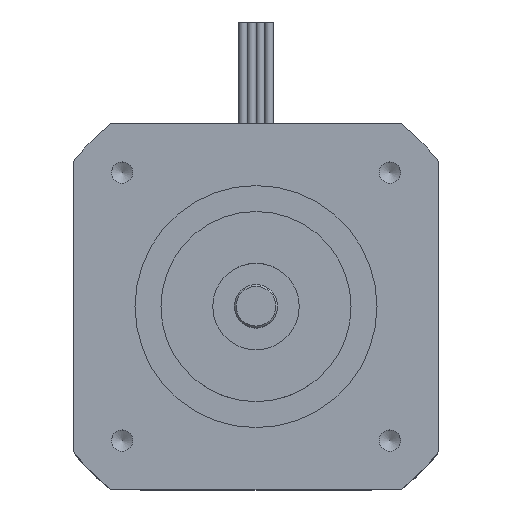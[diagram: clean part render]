
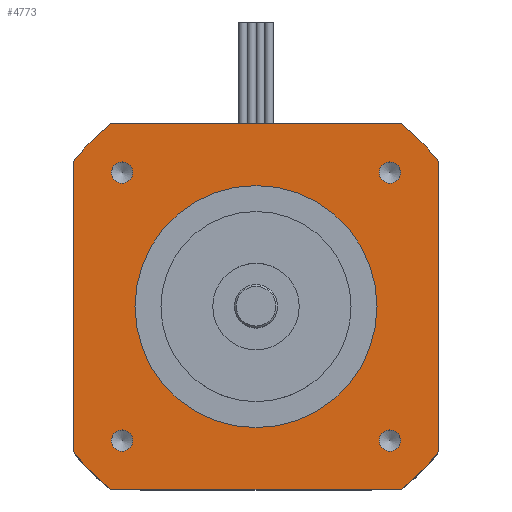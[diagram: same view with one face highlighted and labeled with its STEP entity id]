
A CAD part, top view. The second image highlights one B-rep face of the part: STEP entity #4773.
In plain terms, the highlighted planar face has unit normal (0, 0, 1).
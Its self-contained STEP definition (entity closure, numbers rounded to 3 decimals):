
#141=FACE_BOUND('',#874,.T.);
#142=FACE_BOUND('',#875,.T.);
#143=FACE_BOUND('',#876,.T.);
#144=FACE_BOUND('',#877,.T.);
#145=FACE_BOUND('',#878,.T.);
#278=PLANE('',#5385);
#593=FACE_OUTER_BOUND('',#873,.T.);
#873=EDGE_LOOP('',(#4169,#4170,#4171,#4172,#4173,#4174,#4175,#4176));
#874=EDGE_LOOP('',(#4177));
#875=EDGE_LOOP('',(#4178,#4179));
#876=EDGE_LOOP('',(#4180,#4181));
#877=EDGE_LOOP('',(#4182,#4183));
#878=EDGE_LOOP('',(#4184,#4185));
#1118=LINE('',#8287,#1383);
#1123=LINE('',#8297,#1388);
#1141=LINE('',#8376,#1406);
#1143=LINE('',#8387,#1408);
#1383=VECTOR('',#6705,10.);
#1388=VECTOR('',#6712,10.);
#1406=VECTOR('',#6796,10.);
#1408=VECTOR('',#6814,10.);
#1683=CIRCLE('',#5319,14.);
#1701=CIRCLE('',#5353,1.23);
#1702=CIRCLE('',#5354,1.23);
#1705=CIRCLE('',#5359,1.23);
#1706=CIRCLE('',#5360,1.23);
#1709=CIRCLE('',#5365,1.23);
#1710=CIRCLE('',#5366,1.23);
#1713=CIRCLE('',#5371,1.23);
#1714=CIRCLE('',#5372,1.23);
#1715=CIRCLE('',#5374,27.);
#1716=CIRCLE('',#5377,27.);
#1718=CIRCLE('',#5380,27.);
#1719=CIRCLE('',#5382,27.);
#2113=VERTEX_POINT('',#8223);
#2135=VERTEX_POINT('',#8284);
#2136=VERTEX_POINT('',#8286);
#2139=VERTEX_POINT('',#8294);
#2140=VERTEX_POINT('',#8296);
#2148=VERTEX_POINT('',#8321);
#2149=VERTEX_POINT('',#8322);
#2153=VERTEX_POINT('',#8334);
#2154=VERTEX_POINT('',#8335);
#2158=VERTEX_POINT('',#8347);
#2159=VERTEX_POINT('',#8348);
#2163=VERTEX_POINT('',#8360);
#2164=VERTEX_POINT('',#8361);
#2165=VERTEX_POINT('',#8366);
#2166=VERTEX_POINT('',#8367);
#2168=VERTEX_POINT('',#8374);
#2169=VERTEX_POINT('',#8383);
#2762=EDGE_CURVE('',#2113,#2113,#1683,.T.);
#2792=EDGE_CURVE('',#2135,#2136,#1118,.T.);
#2797=EDGE_CURVE('',#2139,#2140,#1123,.T.);
#2809=EDGE_CURVE('',#2148,#2149,#1701,.T.);
#2810=EDGE_CURVE('',#2149,#2148,#1702,.T.);
#2815=EDGE_CURVE('',#2153,#2154,#1705,.T.);
#2816=EDGE_CURVE('',#2154,#2153,#1706,.T.);
#2821=EDGE_CURVE('',#2158,#2159,#1709,.T.);
#2822=EDGE_CURVE('',#2159,#2158,#1710,.T.);
#2827=EDGE_CURVE('',#2163,#2164,#1713,.T.);
#2828=EDGE_CURVE('',#2164,#2163,#1714,.T.);
#2830=EDGE_CURVE('',#2165,#2166,#1715,.T.);
#2835=EDGE_CURVE('',#2168,#2165,#1141,.T.);
#2836=EDGE_CURVE('',#2136,#2168,#1716,.T.);
#2838=EDGE_CURVE('',#2140,#2135,#1718,.T.);
#2839=EDGE_CURVE('',#2169,#2139,#1719,.T.);
#2841=EDGE_CURVE('',#2166,#2169,#1143,.T.);
#4169=ORIENTED_EDGE('',*,*,#2841,.F.);
#4170=ORIENTED_EDGE('',*,*,#2830,.F.);
#4171=ORIENTED_EDGE('',*,*,#2835,.F.);
#4172=ORIENTED_EDGE('',*,*,#2836,.F.);
#4173=ORIENTED_EDGE('',*,*,#2792,.F.);
#4174=ORIENTED_EDGE('',*,*,#2838,.F.);
#4175=ORIENTED_EDGE('',*,*,#2797,.F.);
#4176=ORIENTED_EDGE('',*,*,#2839,.F.);
#4177=ORIENTED_EDGE('',*,*,#2762,.T.);
#4178=ORIENTED_EDGE('',*,*,#2809,.T.);
#4179=ORIENTED_EDGE('',*,*,#2810,.T.);
#4180=ORIENTED_EDGE('',*,*,#2815,.T.);
#4181=ORIENTED_EDGE('',*,*,#2816,.T.);
#4182=ORIENTED_EDGE('',*,*,#2821,.T.);
#4183=ORIENTED_EDGE('',*,*,#2822,.T.);
#4184=ORIENTED_EDGE('',*,*,#2827,.T.);
#4185=ORIENTED_EDGE('',*,*,#2828,.T.);
#4773=ADVANCED_FACE('',(#593,#141,#142,#143,#144,#145),#278,.T.);
#5319=AXIS2_PLACEMENT_3D('',#8224,#6642,#6643);
#5353=AXIS2_PLACEMENT_3D('',#8323,#6739,#6740);
#5354=AXIS2_PLACEMENT_3D('',#8324,#6741,#6742);
#5359=AXIS2_PLACEMENT_3D('',#8336,#6753,#6754);
#5360=AXIS2_PLACEMENT_3D('',#8337,#6755,#6756);
#5365=AXIS2_PLACEMENT_3D('',#8349,#6767,#6768);
#5366=AXIS2_PLACEMENT_3D('',#8350,#6769,#6770);
#5371=AXIS2_PLACEMENT_3D('',#8362,#6781,#6782);
#5372=AXIS2_PLACEMENT_3D('',#8363,#6783,#6784);
#5374=AXIS2_PLACEMENT_3D('',#8368,#6788,#6789);
#5377=AXIS2_PLACEMENT_3D('',#8378,#6799,#6800);
#5380=AXIS2_PLACEMENT_3D('',#8381,#6805,#6806);
#5382=AXIS2_PLACEMENT_3D('',#8384,#6809,#6810);
#5385=AXIS2_PLACEMENT_3D('',#8389,#6817,#6818);
#6642=DIRECTION('center_axis',(0.,0.,
-1.));
#6643=DIRECTION('ref_axis',(-1.,0.,0.));
#6705=DIRECTION('',(0.,-1.,0.));
#6712=DIRECTION('',(1.,0.,0.));
#6739=DIRECTION('center_axis',(0.,0.,
-1.));
#6740=DIRECTION('ref_axis',(1.,0.,0.));
#6741=DIRECTION('center_axis',(0.,0.,
-1.));
#6742=DIRECTION('ref_axis',(1.,0.,0.));
#6753=DIRECTION('center_axis',(0.,0.,
-1.));
#6754=DIRECTION('ref_axis',(1.,0.,0.));
#6755=DIRECTION('center_axis',(0.,0.,
-1.));
#6756=DIRECTION('ref_axis',(1.,0.,0.));
#6767=DIRECTION('center_axis',(0.,0.,
-1.));
#6768=DIRECTION('ref_axis',(1.,0.,0.));
#6769=DIRECTION('center_axis',(0.,0.,
-1.));
#6770=DIRECTION('ref_axis',(1.,0.,0.));
#6781=DIRECTION('center_axis',(0.,0.,
-1.));
#6782=DIRECTION('ref_axis',(1.,0.,0.));
#6783=DIRECTION('center_axis',(0.,0.,
-1.));
#6784=DIRECTION('ref_axis',(1.,0.,0.));
#6788=DIRECTION('center_axis',(0.,0.,
-1.));
#6789=DIRECTION('ref_axis',(-0.622,-0.783,0.));
#6796=DIRECTION('',(-1.,0.,0.));
#6799=DIRECTION('center_axis',(0.,0.,
-1.));
#6800=DIRECTION('ref_axis',(0.783,-0.622,0.));
#6805=DIRECTION('center_axis',(0.,0.,
-1.));
#6806=DIRECTION('ref_axis',(0.622,0.783,0.));
#6809=DIRECTION('center_axis',(0.,0.,
-1.));
#6810=DIRECTION('ref_axis',(-0.783,0.622,0.));
#6814=DIRECTION('',(0.,1.,0.));
#6817=DIRECTION('center_axis',(0.,0.,
1.));
#6818=DIRECTION('ref_axis',(0.,-1.,0.));
#8223=CARTESIAN_POINT('',(14.,0.,24.25));
#8224=CARTESIAN_POINT('Origin',(0.,0.,
24.25));
#8284=CARTESIAN_POINT('',(21.15,16.783,24.25));
#8286=CARTESIAN_POINT('',(21.15,-16.783,24.25));
#8287=CARTESIAN_POINT('',(21.15,16.783,24.25));
#8294=CARTESIAN_POINT('',(-16.783,21.15,24.25));
#8296=CARTESIAN_POINT('',(16.783,21.15,24.25));
#8297=CARTESIAN_POINT('',(-16.783,21.15,24.25));
#8321=CARTESIAN_POINT('',(16.73,-15.5,24.25));
#8322=CARTESIAN_POINT('',(14.271,-15.5,24.25));
#8323=CARTESIAN_POINT('Origin',(15.5,-15.5,24.25));
#8324=CARTESIAN_POINT('Origin',(15.5,-15.5,24.25));
#8334=CARTESIAN_POINT('',(-14.271,15.5,24.25));
#8335=CARTESIAN_POINT('',(-16.73,15.5,24.25));
#8336=CARTESIAN_POINT('Origin',(-15.5,15.5,24.25));
#8337=CARTESIAN_POINT('Origin',(-15.5,15.5,24.25));
#8347=CARTESIAN_POINT('',(-14.27,-15.5,24.25));
#8348=CARTESIAN_POINT('',(-16.729,-15.5,24.25));
#8349=CARTESIAN_POINT('Origin',(-15.5,-15.5,24.25));
#8350=CARTESIAN_POINT('Origin',(-15.5,-15.5,24.25));
#8360=CARTESIAN_POINT('',(16.729,15.5,24.25));
#8361=CARTESIAN_POINT('',(14.27,15.5,24.25));
#8362=CARTESIAN_POINT('Origin',(15.5,15.5,24.25));
#8363=CARTESIAN_POINT('Origin',(15.5,15.5,24.25));
#8366=CARTESIAN_POINT('',(-16.783,-21.15,24.25));
#8367=CARTESIAN_POINT('',(-21.15,-16.783,24.25));
#8368=CARTESIAN_POINT('Origin',(0.,0.,
24.25));
#8374=CARTESIAN_POINT('',(16.783,-21.15,24.25));
#8376=CARTESIAN_POINT('',(16.783,-21.15,24.25));
#8378=CARTESIAN_POINT('Origin',(0.,0.,
24.25));
#8381=CARTESIAN_POINT('Origin',(0.,0.,
24.25));
#8383=CARTESIAN_POINT('',(-21.15,16.783,24.25));
#8384=CARTESIAN_POINT('Origin',(0.,0.,
24.25));
#8387=CARTESIAN_POINT('',(-21.15,-16.783,24.25));
#8389=CARTESIAN_POINT('Origin',(-10.035,10.035,24.25));
